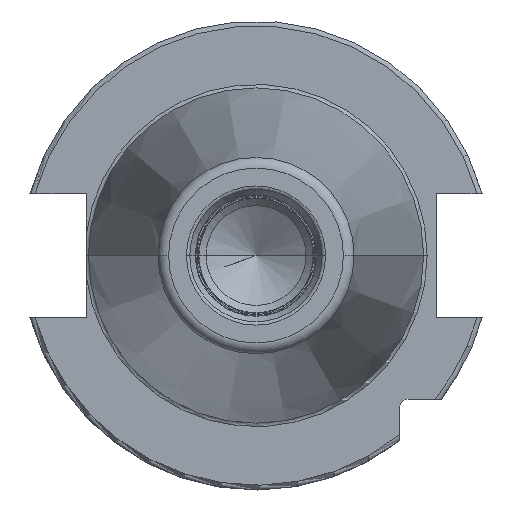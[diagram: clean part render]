
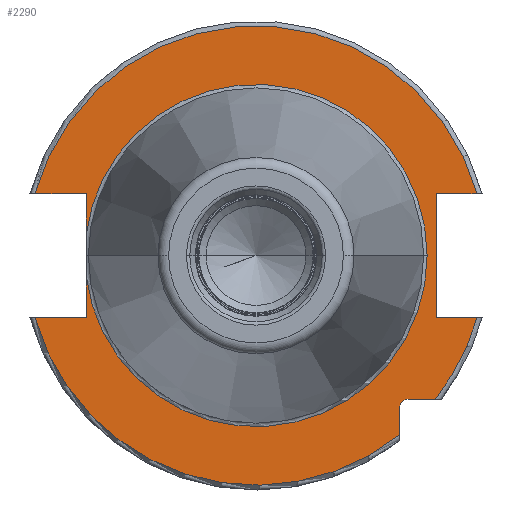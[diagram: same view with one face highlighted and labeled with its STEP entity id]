
A CAD part, left-side view. The second image highlights one B-rep face of the part: STEP entity #2290.
In plain terms, the highlighted planar face has unit normal (-1, 0, 0).
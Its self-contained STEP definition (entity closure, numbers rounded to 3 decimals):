
#117=CARTESIAN_POINT('',(3.2,0.,0.));
#118=DIRECTION('',(-1.,0.,0.));
#119=DIRECTION('',(0.,0.992,-0.124));
#120=AXIS2_PLACEMENT_3D('',#117,#118,#119);
#497=DIRECTION('',(0.,-1.,0.));
#498=VECTOR('',#497,5.654);
#499=CARTESIAN_POINT('',(3.2,-31.6,-29.85));
#500=LINE('',#499,#498);
#501=DIRECTION('',(0.,0.,1.));
#502=VECTOR('',#501,5.654);
#503=CARTESIAN_POINT('',(3.2,-29.85,-37.254));
#504=LINE('',#503,#502);
#505=CARTESIAN_POINT('',(3.2,0.,0.));
#506=DIRECTION('',(-1.,0.,0.));
#507=DIRECTION('',(0.,0.963,-0.27));
#508=AXIS2_PLACEMENT_3D('',#505,#506,#507);
#510=DIRECTION('',(0.,-1.,0.));
#511=VECTOR('',#510,10.661);
#512=CARTESIAN_POINT('',(3.2,45.961,-12.9));
#513=LINE('',#512,#511);
#514=DIRECTION('',(0.,0.,-1.));
#515=VECTOR('',#514,8.485);
#516=CARTESIAN_POINT('',(3.2,35.3,-4.415));
#517=LINE('',#516,#515);
#518=DIRECTION('',(0.,0.,-1.));
#519=VECTOR('',#518,8.485);
#520=CARTESIAN_POINT('',(3.2,35.3,12.9));
#521=LINE('',#520,#519);
#522=DIRECTION('',(0.,-1.,0.));
#523=VECTOR('',#522,10.661);
#524=CARTESIAN_POINT('',(3.2,45.961,12.9));
#525=LINE('',#524,#523);
#526=CARTESIAN_POINT('',(3.2,0.,0.));
#527=DIRECTION('',(1.,0.,0.));
#528=DIRECTION('',(0.,0.963,0.27));
#529=AXIS2_PLACEMENT_3D('',#526,#527,#528);
#531=DIRECTION('',(0.,1.,0.));
#532=VECTOR('',#531,8.461);
#533=CARTESIAN_POINT('',(3.2,-45.961,12.9));
#534=LINE('',#533,#532);
#535=DIRECTION('',(0.,0.,1.));
#536=VECTOR('',#535,25.8);
#537=CARTESIAN_POINT('',(3.2,-37.5,-12.9));
#538=LINE('',#537,#536);
#539=DIRECTION('',(0.,1.,0.));
#540=VECTOR('',#539,8.461);
#541=CARTESIAN_POINT('',(3.2,-45.961,-12.9));
#542=LINE('',#541,#540);
#543=CARTESIAN_POINT('',(3.2,0.,0.));
#544=DIRECTION('',(-1.,0.,0.));
#545=DIRECTION('',(0.,-0.78,-0.625));
#546=AXIS2_PLACEMENT_3D('',#543,#544,#545);
#557=CARTESIAN_POINT('',(3.2,-31.6,-31.6));
#558=DIRECTION('',(1.,0.,0.));
#559=DIRECTION('',(0.,1.,0.));
#560=AXIS2_PLACEMENT_3D('',#557,#558,#559);
#723=CARTESIAN_POINT('',(3.2,-37.254,-29.85));
#945=CARTESIAN_POINT('',(3.2,0.,0.));
#946=DIRECTION('',(1.,0.,0.));
#947=DIRECTION('',(0.,0.992,0.124));
#948=AXIS2_PLACEMENT_3D('',#945,#946,#947);
#1396=CARTESIAN_POINT('',(3.2,-35.575,0.));
#1398=VERTEX_POINT('',#1396);
#1522=CARTESIAN_POINT('',(3.2,45.961,12.9));
#1523=CARTESIAN_POINT('',(3.2,35.3,12.9));
#1524=VERTEX_POINT('',#1522);
#1525=VERTEX_POINT('',#1523);
#1526=CARTESIAN_POINT('',(3.2,35.3,4.415));
#1527=VERTEX_POINT('',#1526);
#1528=CARTESIAN_POINT('',(3.2,35.3,-4.415));
#1529=CARTESIAN_POINT('',(3.2,35.3,-12.9));
#1530=VERTEX_POINT('',#1528);
#1531=VERTEX_POINT('',#1529);
#1532=CARTESIAN_POINT('',(3.2,45.961,-12.9));
#1533=VERTEX_POINT('',#1532);
#1534=CARTESIAN_POINT('',(3.2,-45.961,-12.9));
#1535=CARTESIAN_POINT('',(3.2,-37.5,-12.9));
#1536=VERTEX_POINT('',#1534);
#1537=VERTEX_POINT('',#1535);
#1538=CARTESIAN_POINT('',(3.2,-37.5,12.9));
#1539=VERTEX_POINT('',#1538);
#1540=CARTESIAN_POINT('',(3.2,-45.961,12.9));
#1541=VERTEX_POINT('',#1540);
#1575=CARTESIAN_POINT('',(3.2,-29.85,-37.254));
#1576=VERTEX_POINT('',#1575);
#1581=CARTESIAN_POINT('',(3.2,-29.85,-31.6));
#1582=CARTESIAN_POINT('',(3.2,-31.6,-29.85));
#1583=VERTEX_POINT('',#1581);
#1584=VERTEX_POINT('',#1582);
#1603=VERTEX_POINT('',#723);
#2261=CARTESIAN_POINT('',(3.2,0.,0.));
#2262=DIRECTION('',(1.,0.,0.));
#2263=DIRECTION('',(0.,-1.,0.));
#2264=AXIS2_PLACEMENT_3D('',#2261,#2262,#2263);
#2265=PLANE('',#2264);
#2267=ORIENTED_EDGE('',*,*,#2266,.F.);
#2269=ORIENTED_EDGE('',*,*,#2268,.F.);
#2271=ORIENTED_EDGE('',*,*,#2270,.F.);
#2273=ORIENTED_EDGE('',*,*,#2272,.F.);
#2274=ORIENTED_EDGE('',*,*,#1862,.T.);
#2275=ORIENTED_EDGE('',*,*,#1847,.F.);
#2276=ORIENTED_EDGE('',*,*,#1824,.T.);
#2278=ORIENTED_EDGE('',*,*,#2277,.F.);
#2279=ORIENTED_EDGE('',*,*,#1842,.F.);
#2280=ORIENTED_EDGE('',*,*,#2017,.F.);
#2281=ORIENTED_EDGE('',*,*,#2256,.T.);
#2282=ORIENTED_EDGE('',*,*,#2058,.T.);
#2283=ORIENTED_EDGE('',*,*,#1963,.F.);
#2285=ORIENTED_EDGE('',*,*,#2284,.F.);
#2287=ORIENTED_EDGE('',*,*,#2286,.F.);
#2288=EDGE_LOOP('',(#2267,#2269,#2271,#2273,#2274,#2275,#2276,#2278,#2279,#2280,
#2281,#2282,#2283,#2285,#2287));
#2289=FACE_OUTER_BOUND('',#2288,.F.);
#2290=ADVANCED_FACE('',(#2289),#2265,.F.);
#121=CIRCLE('',#120,35.575);
#509=CIRCLE('',#508,47.738);
#530=CIRCLE('',#529,47.738);
#547=CIRCLE('',#546,47.738);
#561=CIRCLE('',#560,1.75);
#949=CIRCLE('',#948,35.575);
#1824=EDGE_CURVE('',#1530,#1398,#121,.T.);
#1842=EDGE_CURVE('',#1525,#1527,#521,.T.);
#1847=EDGE_CURVE('',#1530,#1531,#517,.T.);
#1862=EDGE_CURVE('',#1533,#1531,#513,.T.);
#1963=EDGE_CURVE('',#1537,#1539,#538,.T.);
#2017=EDGE_CURVE('',#1524,#1525,#525,.T.);
#2058=EDGE_CURVE('',#1541,#1539,#534,.T.);
#2256=EDGE_CURVE('',#1524,#1541,#530,.T.);
#2266=EDGE_CURVE('',#1584,#1603,#500,.T.);
#2268=EDGE_CURVE('',#1583,#1584,#561,.T.);
#2270=EDGE_CURVE('',#1576,#1583,#504,.T.);
#2272=EDGE_CURVE('',#1533,#1576,#509,.T.);
#2277=EDGE_CURVE('',#1527,#1398,#949,.T.);
#2284=EDGE_CURVE('',#1536,#1537,#542,.T.);
#2286=EDGE_CURVE('',#1603,#1536,#547,.T.);
